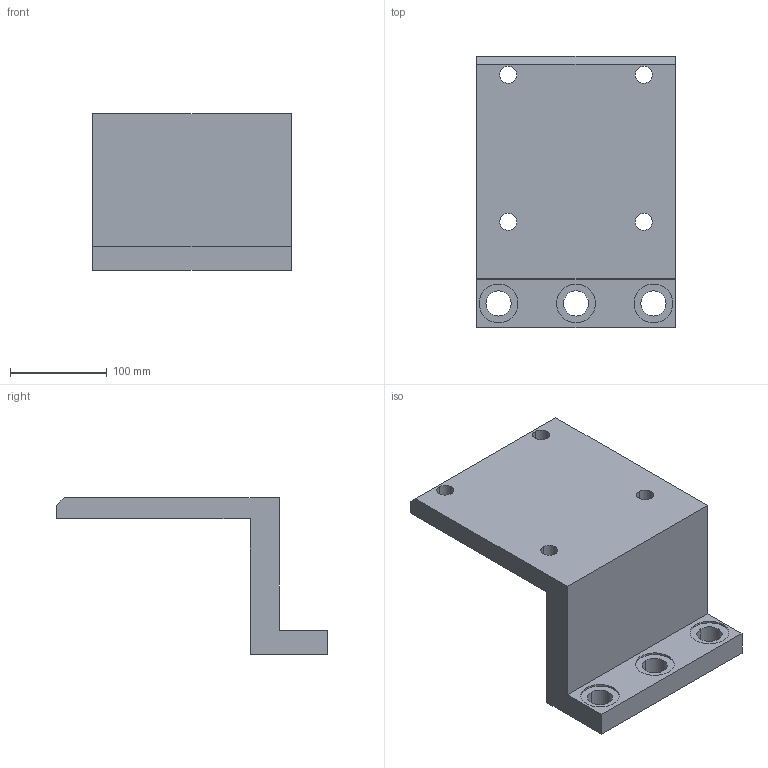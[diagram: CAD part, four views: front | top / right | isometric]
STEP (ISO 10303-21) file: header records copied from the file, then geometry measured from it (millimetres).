
FILE_DESCRIPTION (( 'STEP AP203' ), '1' );
FILE_NAME ('盓傅釱郪爾JMC03012403A.STEP', '2022-01-20T02:58:29', ( '' ), ( '' ), 'SwSTEP 2.0', 'SolidWorks 2018', '' );
FILE_SCHEMA (( 'CONFIG_CONTROL_DESIGN' ));
Length unit declared in the file: millimetre
Products named in the file (1): 盓傅釱郪爾JMC03012403A
Bounding box: 205 x 280 x 162 mm (x, y, z)
Volume: 2082649.6 mm3; surface area: 207333.6 mm2
Topology: 1 solids, 1 shells, 34 faces, 87 edges, 58 vertices
Faces by surface type: cylinder 20, plane 14
Entity records: 1156 total; most frequent: DIRECTION 197, CARTESIAN_POINT 180, ORIENTED_EDGE 174, EDGE_CURVE 87, AXIS2_PLACEMENT_3D 75, VERTEX_POINT 58, EDGE_LOOP 51, VECTOR 47
